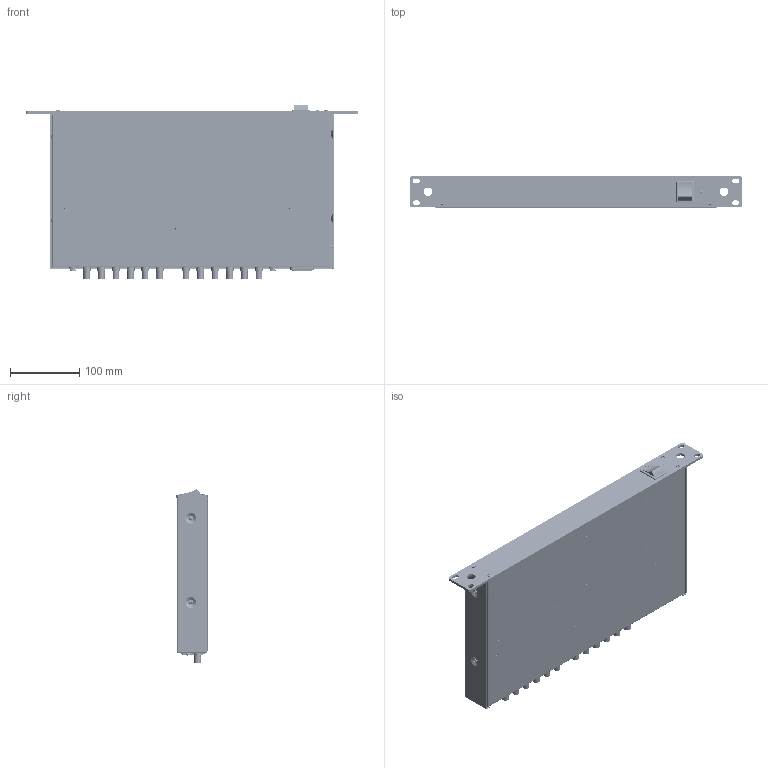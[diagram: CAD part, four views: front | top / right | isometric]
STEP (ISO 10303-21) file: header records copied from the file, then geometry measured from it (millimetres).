
FILE_DESCRIPTION (( 'STEP AP214' ), '1' );
FILE_NAME ('Distro 4 Solid Body.STEP', '2025-02-26T20:41:30', ( '' ), ( '' ), 'SwSTEP 2.0', 'SolidWorks 2023', '' );
FILE_SCHEMA (( 'AUTOMOTIVE_DESIGN' ));
Length unit declared in the file: millimetre
Products named in the file (1): Distro 4 Solid Body
Bounding box: 481 x 45 x 252.58 mm (x, y, z)
Volume: 333717.3 mm3; surface area: 623321.8 mm2
Topology: 87 solids, 87 shells, 8345 faces, 21422 edges, 13970 vertices
Faces by surface type: plane 4905, cylinder 2146, bspline 595, cone 503, torus 160, sphere 36
Entity records: 381333 total; most frequent: CARTESIAN_POINT 91260, ORIENTED_EDGE 42788, DIRECTION 38155, EDGE_CURVE 21394, VERTEX_POINT 13968, LINE 13429, VECTOR 13429, AXIS2_PLACEMENT_3D 12363
